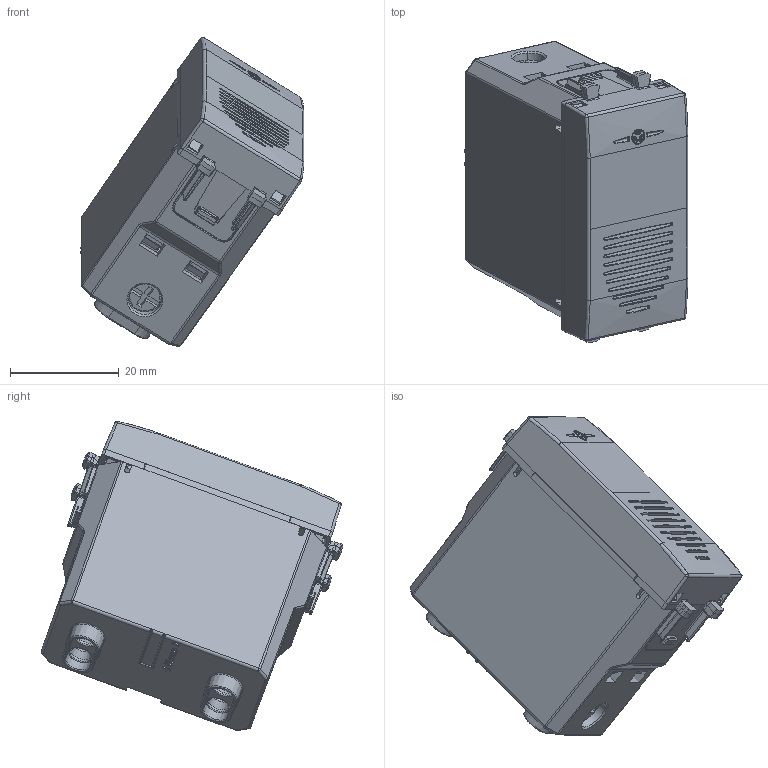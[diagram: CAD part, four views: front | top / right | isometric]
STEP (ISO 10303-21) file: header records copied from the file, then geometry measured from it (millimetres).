
FILE_DESCRIPTION(('CATIA V5 STEP Exchange'),'2;1');
FILE_NAME('441031.stp','2024-02-26T10:27:41+00:00',('none'),('none'),'CATIA Version 5-6 Release 2016 SP6','CATIA V5 STEP AP203','none');
FILE_SCHEMA(('CONFIG_CONTROL_DESIGN'));
Products named in the file (1): 44X031
Assembly tree (5 placements, depth 2):
  44X031
    #57
    #15098
    #51240
    #66735  x2
Bounding box: 41.15 x 55.49 x 56.89 mm (x, y, z)
Volume: 11374.1 mm3; surface area: 19087.4 mm2
Topology: 5 solids, 5 shells, 1729 faces, 4540 edges, 2760 vertices
Faces by surface type: plane 713, cylinder 504, bspline 242, cone 116, torus 90, sphere 56, extrusion 8
Entity records: 67656 total; most frequent: CARTESIAN_POINT 31938, ORIENTED_EDGE 8792, DIRECTION 4923, EDGE_CURVE 4396, VERTEX_POINT 2712, VECTOR 2028, LINE 2020, AXIS2_PLACEMENT_3D 1767
